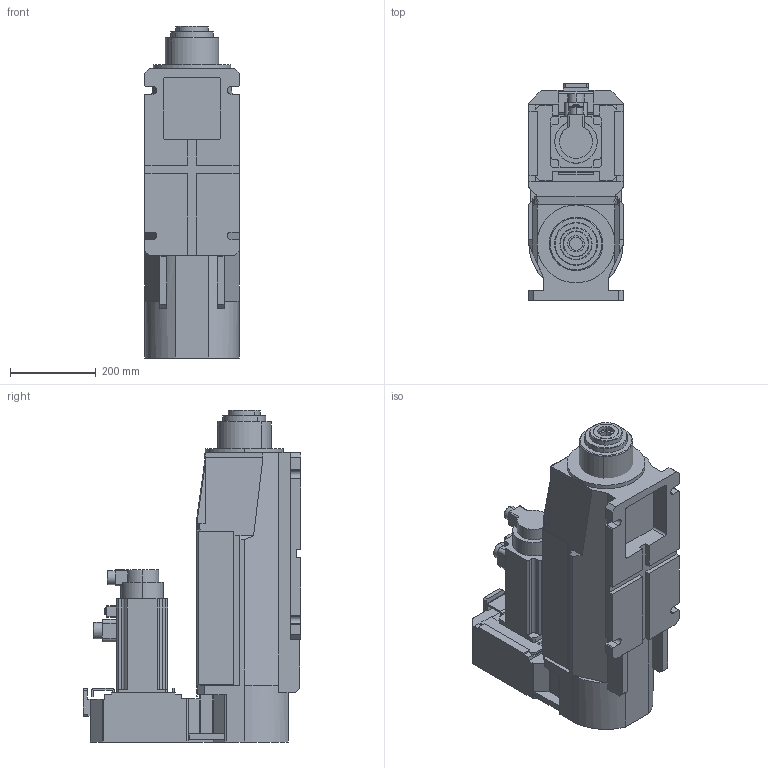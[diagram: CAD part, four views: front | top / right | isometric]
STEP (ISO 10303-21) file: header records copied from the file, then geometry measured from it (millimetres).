
FILE_DESCRIPTION (( 'STEP AP203' ), '1' );
FILE_NAME ('JPUF-3004（フランジ）外形図.STEP', '2007-05-30T04:58:47', ( '' ), ( '' ), 'SwSTEP 2.0', 'SolidWorks 2006104', '' );
FILE_SCHEMA (( 'CONFIG_CONTROL_DESIGN' ));
Length unit declared in the file: millimetre
Products named in the file (3): JPUF-3004（フランジ）外形図; 儔儉_棉太倌; JPUF-3004(ﾌﾗﾝｼﾞ)_ﾃﾞﾌｫﾙﾄ
Assembly tree (2 placements, depth 2):
  JPUF-3004（フランジ）外形図
    JPUF-3004(ﾌﾗﾝｼﾞ)_ﾃﾞﾌｫﾙﾄ
    儔儉_棉太倌
Bounding box: 220 x 508 x 775 mm (x, y, z)
Volume: 41612278.3 mm3; surface area: 1240590.8 mm2
Topology: 2 solids, 2 shells, 361 faces, 992 edges, 649 vertices
Faces by surface type: plane 262, cylinder 83, cone 14, bspline 2
Entity records: 11732 total; most frequent: CARTESIAN_POINT 2125, ORIENTED_EDGE 1984, DIRECTION 1887, EDGE_CURVE 992, VECTOR 801, LINE 801, VERTEX_POINT 649, AXIS2_PLACEMENT_3D 543
